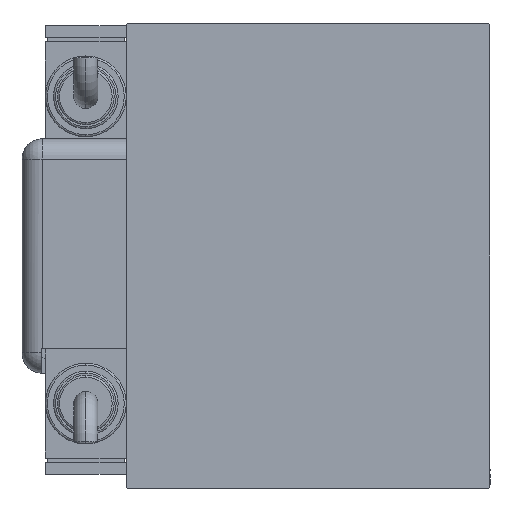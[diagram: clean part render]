
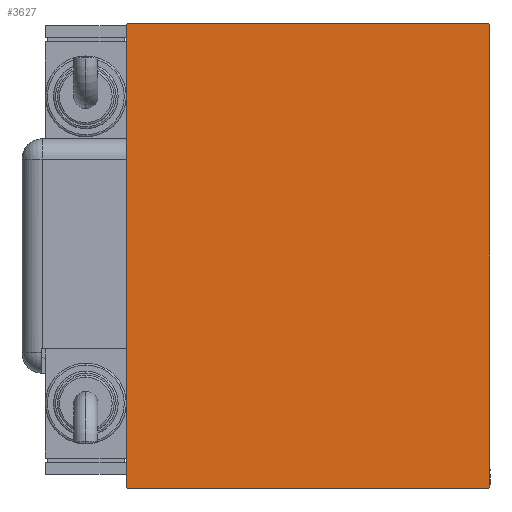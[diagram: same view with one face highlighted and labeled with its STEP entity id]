
A CAD part, left-side view. The second image highlights one B-rep face of the part: STEP entity #3627.
In plain terms, the highlighted face is planar.
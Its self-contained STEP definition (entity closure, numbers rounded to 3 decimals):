
#73 = DIRECTION ( 'NONE',  ( 0., 0.707, -0.707 ) ) ;
#367 = CARTESIAN_POINT ( 'NONE',  ( 158., -51.1, -51.1 ) ) ;
#897 = EDGE_CURVE ( 'NONE', #52939, #10093, #4559, .T. ) ;
#2245 = DIRECTION ( 'NONE',  ( 0., 0., -1. ) ) ;
#2279 = DIRECTION ( 'NONE',  ( 0., 0.707, 0.707 ) ) ;
#3627 = ADVANCED_FACE ( 'NONE', ( #48210 ), #56340, .T. ) ;
#4559 = LINE ( 'NONE', #367, #6327 ) ;
#6327 = VECTOR ( 'NONE', #73, 1000. ) ;
#6761 = LINE ( 'NONE', #43237, #16675 ) ;
#7258 = DIRECTION ( 'NONE',  ( 0., 0., -1. ) ) ;
#7735 = ORIENTED_EDGE ( 'NONE', *, *, #38771, .T. ) ;
#10093 = VERTEX_POINT ( 'NONE', #27591 ) ;
#11002 = VERTEX_POINT ( 'NONE', #21378 ) ;
#11066 = CARTESIAN_POINT ( 'NONE',  ( 158., -45., -57.5 ) ) ;
#11213 = CARTESIAN_POINT ( 'NONE',  ( 158., 45., 57.5 ) ) ;
#11359 = LINE ( 'NONE', #29586, #13789 ) ;
#12377 = LINE ( 'NONE', #15992, #45460 ) ;
#13118 = ORIENTED_EDGE ( 'NONE', *, *, #16488, .T. ) ;
#13605 = EDGE_LOOP ( 'NONE', ( #58025, #50442, #45833, #7735, #22467, #13118, #54922, #41318 ) ) ;
#13789 = VECTOR ( 'NONE', #47824, 1000. ) ;
#13798 = LINE ( 'NONE', #50863, #38985 ) ;
#15992 = CARTESIAN_POINT ( 'NONE',  ( 158., -45., 57.5 ) ) ;
#16363 = EDGE_CURVE ( 'NONE', #10093, #52424, #47255, .T. ) ;
#16488 = EDGE_CURVE ( 'NONE', #40259, #55834, #11359, .T. ) ;
#16675 = VECTOR ( 'NONE', #2279, 1000. ) ;
#20411 = CARTESIAN_POINT ( 'NONE',  ( 158., 45., 57.2 ) ) ;
#21255 = EDGE_CURVE ( 'NONE', #52424, #11002, #6761, .T. ) ;
#21378 = CARTESIAN_POINT ( 'NONE',  ( 158., 45., -57.2 ) ) ;
#22467 = ORIENTED_EDGE ( 'NONE', *, *, #50600, .T. ) ;
#23649 = DIRECTION ( 'NONE',  ( 0., 1., 0. ) ) ;
#24941 = DIRECTION ( 'NONE',  ( 0., -1., 0. ) ) ;
#27591 = CARTESIAN_POINT ( 'NONE',  ( 158., -44.7, -57.5 ) ) ;
#29586 = CARTESIAN_POINT ( 'NONE',  ( 158., -51.1, 51.1 ) ) ;
#32225 = AXIS2_PLACEMENT_3D ( 'NONE', #43742, #51835, #7258 ) ;
#32724 = EDGE_CURVE ( 'NONE', #11002, #43739, #13798, .T. ) ;
#33194 = CARTESIAN_POINT ( 'NONE',  ( 158., 44.7, 57.5 ) ) ;
#34258 = DIRECTION ( 'NONE',  ( 0., -0.707, 0.707 ) ) ;
#34542 = LINE ( 'NONE', #38179, #57543 ) ;
#36659 = CARTESIAN_POINT ( 'NONE',  ( 158., -45., 57.2 ) ) ;
#38179 = CARTESIAN_POINT ( 'NONE',  ( 158., 51.1, 51.1 ) ) ;
#38771 = EDGE_CURVE ( 'NONE', #43739, #57823, #34542, .T. ) ;
#38985 = VECTOR ( 'NONE', #41317, 1000. ) ;
#40259 = VERTEX_POINT ( 'NONE', #52631 ) ;
#41317 = DIRECTION ( 'NONE',  ( 0., 0., 1. ) ) ;
#41318 = ORIENTED_EDGE ( 'NONE', *, *, #897, .T. ) ;
#41543 = CARTESIAN_POINT ( 'NONE',  ( 158., 44.7, -57.5 ) ) ;
#42005 = CARTESIAN_POINT ( 'NONE',  ( 158., -45., -57.2 ) ) ;
#43237 = CARTESIAN_POINT ( 'NONE',  ( 158., 51.1, -51.1 ) ) ;
#43739 = VERTEX_POINT ( 'NONE', #20411 ) ;
#43742 = CARTESIAN_POINT ( 'NONE',  ( 158., 0., 0. ) ) ;
#45460 = VECTOR ( 'NONE', #2245, 1000. ) ;
#45833 = ORIENTED_EDGE ( 'NONE', *, *, #32724, .T. ) ;
#47255 = LINE ( 'NONE', #11066, #52842 ) ;
#47824 = DIRECTION ( 'NONE',  ( 0., -0.707, -0.707 ) ) ;
#48210 = FACE_OUTER_BOUND ( 'NONE', #13605, .T. ) ;
#48574 = EDGE_CURVE ( 'NONE', #55834, #52939, #12377, .T. ) ;
#50442 = ORIENTED_EDGE ( 'NONE', *, *, #21255, .T. ) ;
#50600 = EDGE_CURVE ( 'NONE', #57823, #40259, #57241, .T. ) ;
#50863 = CARTESIAN_POINT ( 'NONE',  ( 158., 45., -57.5 ) ) ;
#51835 = DIRECTION ( 'NONE',  ( 1., 0., 0. ) ) ;
#52424 = VERTEX_POINT ( 'NONE', #41543 ) ;
#52631 = CARTESIAN_POINT ( 'NONE',  ( 158., -44.7, 57.5 ) ) ;
#52842 = VECTOR ( 'NONE', #23649, 1000. ) ;
#52939 = VERTEX_POINT ( 'NONE', #42005 ) ;
#54922 = ORIENTED_EDGE ( 'NONE', *, *, #48574, .T. ) ;
#55834 = VERTEX_POINT ( 'NONE', #36659 ) ;
#56068 = VECTOR ( 'NONE', #24941, 1000. ) ;
#56340 = PLANE ( 'NONE',  #32225 ) ;
#57241 = LINE ( 'NONE', #11213, #56068 ) ;
#57543 = VECTOR ( 'NONE', #34258, 1000. ) ;
#57823 = VERTEX_POINT ( 'NONE', #33194 ) ;
#58025 = ORIENTED_EDGE ( 'NONE', *, *, #16363, .T. ) ;
